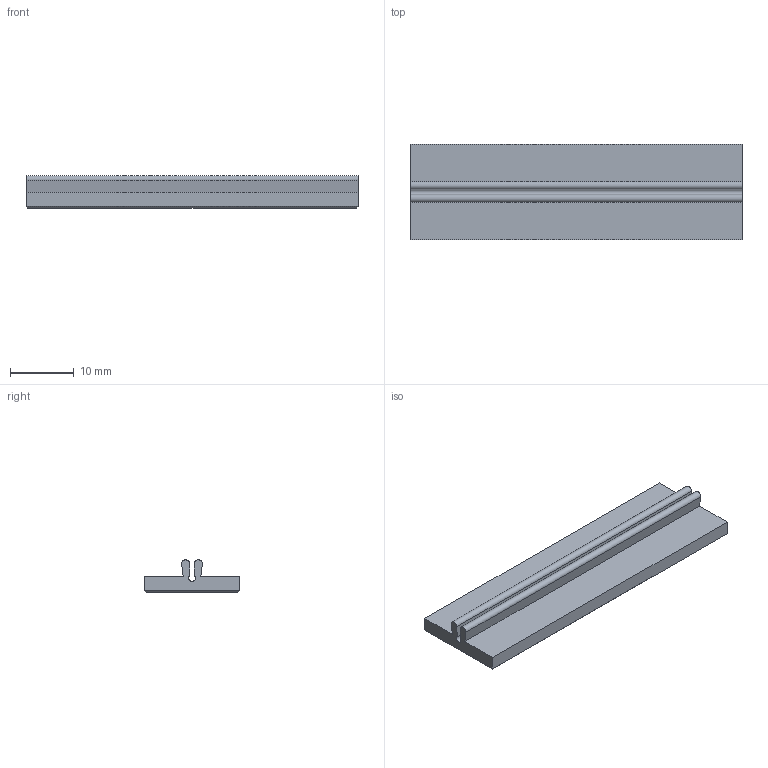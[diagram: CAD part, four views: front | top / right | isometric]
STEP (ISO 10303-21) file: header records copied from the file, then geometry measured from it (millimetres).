
FILE_DESCRIPTION(/* description */ (''),/* implementation_level */ '2;1');
FILE_NAME(/* name */ 'Serials_Plate_V2_5607.step',/* time_stamp */ '2023-09-24T13:52:52+02:00',/* author */ (''),/* organization */ (''),/* preprocessor_version */ 'ST-DEVELOPER v20',/* originating_system */ 'Autodesk Translation Framework v12.14.0.127',/* authorisation */ '');
FILE_SCHEMA (('AUTOMOTIVE_DESIGN { 1 0 10303 214 3 1 1 }'));
Length unit declared in the file: millimetre
Products named in the file (10): Voron_1515_Serials_Plates; Voron; Component3; Component7; Component9; Component4; Component5; Component6; Component8; Component10
Assembly tree (9 placements, depth 2):
  Voron_1515_Serials_Plates
    Voron
    Component3
    Component7
    Component9
    Component4
    Component5
    Component6
    Component8
    Component10
Bounding box: 52 x 15 x 5.07 mm (x, y, z)
Volume: 2201.7 mm3; surface area: 3285.5 mm2
Topology: 9 solids, 9 shells, 375 faces, 1028 edges, 684 vertices
Faces by surface type: bspline 192, plane 182, cylinder 1
Entity records: 14167 total; most frequent: CARTESIAN_POINT 5656, ORIENTED_EDGE 2056, DIRECTION 1050, EDGE_CURVE 1028, VERTEX_POINT 684, LINE 642, VECTOR 642, EDGE_LOOP 398
